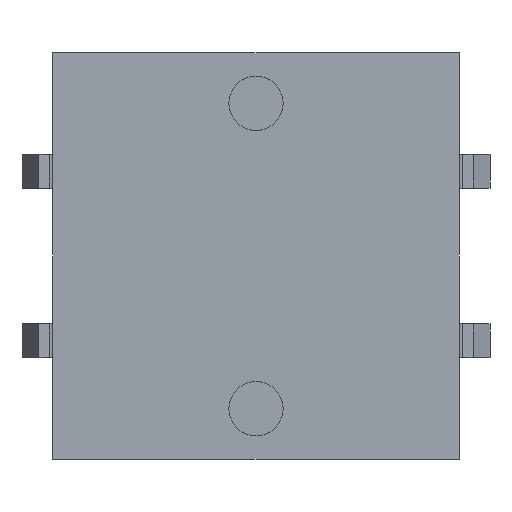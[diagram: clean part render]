
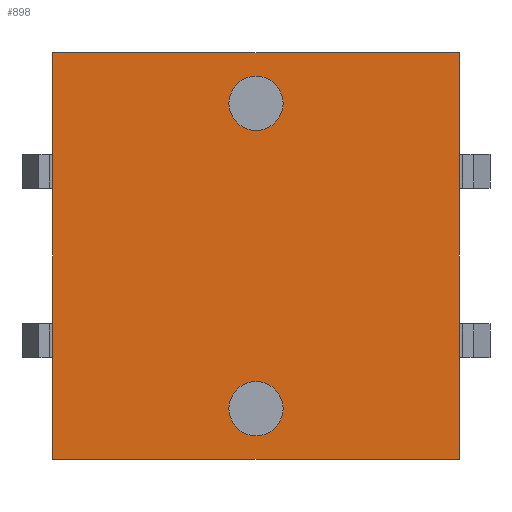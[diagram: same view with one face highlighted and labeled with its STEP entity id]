
A CAD part, front view. The second image highlights one B-rep face of the part: STEP entity #898.
In plain terms, the highlighted planar face has unit normal (0, -1, 0).
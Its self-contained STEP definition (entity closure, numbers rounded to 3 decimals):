
#106 = CARTESIAN_POINT ( 'NONE',  ( -6., 0., 6. ) ) ;
#160 = DIRECTION ( 'NONE',  ( -1., 0., 0. ) ) ;
#185 = AXIS2_PLACEMENT_3D ( 'NONE', #831, #1391, #1357 ) ;
#188 = EDGE_CURVE ( 'NONE', #1754, #2025, #3247, .T. ) ;
#214 = CIRCLE ( 'NONE', #446, 0.8 ) ;
#231 = DIRECTION ( 'NONE',  ( -1., 0., 0. ) ) ;
#270 = VECTOR ( 'NONE', #1029, 1000. ) ;
#306 = DIRECTION ( 'NONE',  ( 0., 0., -1. ) ) ;
#426 = LINE ( 'NONE', #991, #270 ) ;
#446 = AXIS2_PLACEMENT_3D ( 'NONE', #491, #1621, #160 ) ;
#491 = CARTESIAN_POINT ( 'NONE',  ( 0., 0., 4.5 ) ) ;
#496 = VERTEX_POINT ( 'NONE', #2224 ) ;
#510 = ORIENTED_EDGE ( 'NONE', *, *, #2414, .F. ) ;
#533 = CARTESIAN_POINT ( 'NONE',  ( 6., 0., 6. ) ) ;
#608 = DIRECTION ( 'NONE',  ( 0., 1., 0. ) ) ;
#612 = AXIS2_PLACEMENT_3D ( 'NONE', #2799, #1721, #2861 ) ;
#719 = CIRCLE ( 'NONE', #2804, 0.8 ) ;
#754 = CARTESIAN_POINT ( 'NONE',  ( 0., 0., 4.5 ) ) ;
#831 = CARTESIAN_POINT ( 'NONE',  ( 0., 0., -4.5 ) ) ;
#898 = ADVANCED_FACE ( 'NONE', ( #2360, #1824, #3184 ), #3509, .F. ) ;
#900 = CARTESIAN_POINT ( 'NONE',  ( -0.8, 0., -4.5 ) ) ;
#916 = DIRECTION ( 'NONE',  ( 1., 0., 0. ) ) ;
#968 = EDGE_CURVE ( 'NONE', #3543, #2268, #426, .T. ) ;
#991 = CARTESIAN_POINT ( 'NONE',  ( -6., 0., -6. ) ) ;
#1029 = DIRECTION ( 'NONE',  ( 1., 0., 0. ) ) ;
#1056 = ORIENTED_EDGE ( 'NONE', *, *, #968, .T. ) ;
#1061 = EDGE_CURVE ( 'NONE', #2890, #3589, #1801, .T. ) ;
#1096 = EDGE_CURVE ( 'NONE', #1754, #3543, #1998, .T. ) ;
#1098 = LINE ( 'NONE', #533, #2845 ) ;
#1170 = ORIENTED_EDGE ( 'NONE', *, *, #3145, .F. ) ;
#1357 = DIRECTION ( 'NONE',  ( -1., 0., 0. ) ) ;
#1391 = DIRECTION ( 'NONE',  ( 0., -1., 0. ) ) ;
#1464 = EDGE_CURVE ( 'NONE', #3589, #2890, #2612, .T. ) ;
#1551 = EDGE_LOOP ( 'NONE', ( #2664, #3576 ) ) ;
#1621 = DIRECTION ( 'NONE',  ( 0., -1., 0. ) ) ;
#1665 = DIRECTION ( 'NONE',  ( 0., 0., -1. ) ) ;
#1676 = CARTESIAN_POINT ( 'NONE',  ( 6., 0., -6. ) ) ;
#1721 = DIRECTION ( 'NONE',  ( 0., -1., 0. ) ) ;
#1754 = VERTEX_POINT ( 'NONE', #106 ) ;
#1801 = CIRCLE ( 'NONE', #612, 0.8 ) ;
#1806 = EDGE_CURVE ( 'NONE', #496, #2060, #719, .T. ) ;
#1824 = FACE_OUTER_BOUND ( 'NONE', #2173, .T. ) ;
#1870 = AXIS2_PLACEMENT_3D ( 'NONE', #3165, #608, #2883 ) ;
#1874 = EDGE_LOOP ( 'NONE', ( #2701, #510 ) ) ;
#1998 = LINE ( 'NONE', #3102, #3412 ) ;
#2025 = VERTEX_POINT ( 'NONE', #3260 ) ;
#2060 = VERTEX_POINT ( 'NONE', #3317 ) ;
#2173 = EDGE_LOOP ( 'NONE', ( #1056, #1170, #2196, #2492 ) ) ;
#2196 = ORIENTED_EDGE ( 'NONE', *, *, #188, .F. ) ;
#2224 = CARTESIAN_POINT ( 'NONE',  ( -0.8, 0., 4.5 ) ) ;
#2268 = VERTEX_POINT ( 'NONE', #1676 ) ;
#2360 = FACE_BOUND ( 'NONE', #1874, .T. ) ;
#2414 = EDGE_CURVE ( 'NONE', #2060, #496, #214, .T. ) ;
#2492 = ORIENTED_EDGE ( 'NONE', *, *, #1096, .T. ) ;
#2525 = DIRECTION ( 'NONE',  ( 0., -1., 0. ) ) ;
#2612 = CIRCLE ( 'NONE', #185, 0.8 ) ;
#2664 = ORIENTED_EDGE ( 'NONE', *, *, #1464, .F. ) ;
#2701 = ORIENTED_EDGE ( 'NONE', *, *, #1806, .F. ) ;
#2799 = CARTESIAN_POINT ( 'NONE',  ( 0., 0., -4.5 ) ) ;
#2804 = AXIS2_PLACEMENT_3D ( 'NONE', #754, #2525, #231 ) ;
#2845 = VECTOR ( 'NONE', #1665, 1000. ) ;
#2852 = CARTESIAN_POINT ( 'NONE',  ( -6., 0., -6. ) ) ;
#2861 = DIRECTION ( 'NONE',  ( -1., 0., 0. ) ) ;
#2883 = DIRECTION ( 'NONE',  ( -1., 0., 0. ) ) ;
#2890 = VERTEX_POINT ( 'NONE', #2927 ) ;
#2902 = CARTESIAN_POINT ( 'NONE',  ( -6., 0., 6. ) ) ;
#2927 = CARTESIAN_POINT ( 'NONE',  ( 0.8, 0., -4.5 ) ) ;
#3102 = CARTESIAN_POINT ( 'NONE',  ( -6., 0., 6. ) ) ;
#3145 = EDGE_CURVE ( 'NONE', #2025, #2268, #1098, .T. ) ;
#3165 = CARTESIAN_POINT ( 'NONE',  ( -6., 0., 6. ) ) ;
#3184 = FACE_BOUND ( 'NONE', #1551, .T. ) ;
#3247 = LINE ( 'NONE', #2902, #3420 ) ;
#3260 = CARTESIAN_POINT ( 'NONE',  ( 6., 0., 6. ) ) ;
#3317 = CARTESIAN_POINT ( 'NONE',  ( 0.8, 0., 4.5 ) ) ;
#3412 = VECTOR ( 'NONE', #306, 1000. ) ;
#3420 = VECTOR ( 'NONE', #916, 1000. ) ;
#3509 = PLANE ( 'NONE',  #1870 ) ;
#3543 = VERTEX_POINT ( 'NONE', #2852 ) ;
#3576 = ORIENTED_EDGE ( 'NONE', *, *, #1061, .F. ) ;
#3589 = VERTEX_POINT ( 'NONE', #900 ) ;
